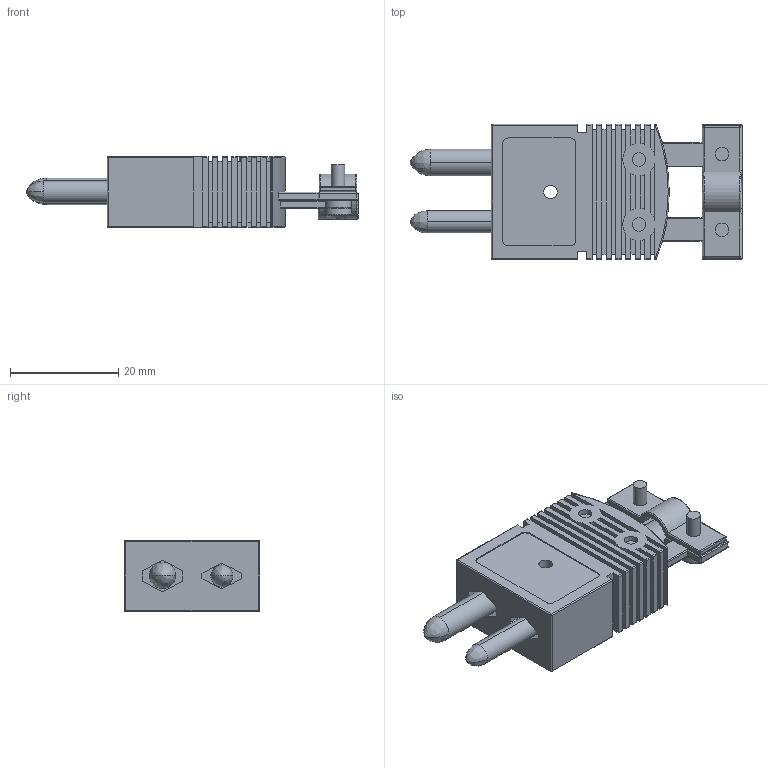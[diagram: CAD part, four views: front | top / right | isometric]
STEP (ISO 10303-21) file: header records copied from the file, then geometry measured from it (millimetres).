
FILE_DESCRIPTION (( 'STEP AP203' ), '1' );
FILE_NAME ('Âèëêà ñòàíäàðò.STEP', '2025-02-04T12:08:38', ( '' ), ( '' ), 'SwSTEP 2.0', 'SolidWorks 2019', '' );
FILE_SCHEMA (( 'CONFIG_CONTROL_DESIGN' ));
Length unit declared in the file: millimetre
Products named in the file (6): Âèëêà standart; êðûøêà; Øòûðü ìàëåíüêèé; Øòûðü áîëüøîé; pan head cross recess screw_iso_ISO 7045 - M2.5 x 8 - Z --- 8N; Âèëêà ñòàíäàðò
Assembly tree (8 placements, depth 2):
  Âèëêà ñòàíäàðò
    Âèëêà standart
    êðûøêà
    pan head cross recess screw_iso_ISO 7045 - M2.5 x 8 - Z --- 8N  x4
    Øòûðü áîëüøîé
    Øòûðü ìàëåíüêèé
Bounding box: 61.46 x 25 x 13 mm (x, y, z)
Volume: 11055.5 mm3; surface area: 6348.9 mm2
Topology: 8 solids, 8 shells, 566 faces, 1446 edges, 881 vertices
Faces by surface type: plane 287, cylinder 162, cone 44, torus 41, sphere 28, bspline 4
Entity records: 14330 total; most frequent: CARTESIAN_POINT 2810, DIRECTION 2295, ORIENTED_EDGE 2248, EDGE_CURVE 1124, AXIS2_PLACEMENT_3D 794, VERTEX_POINT 709, LINE 707, VECTOR 707
